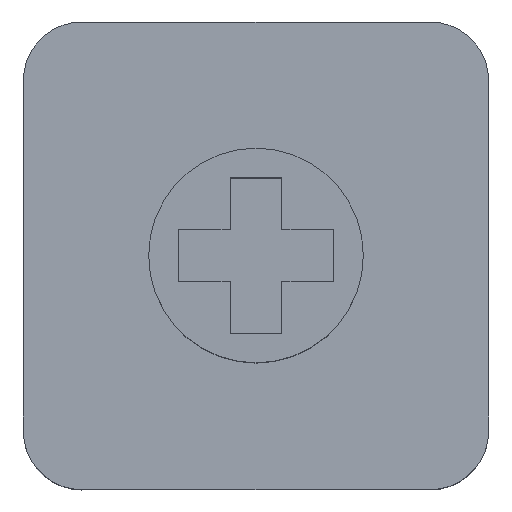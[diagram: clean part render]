
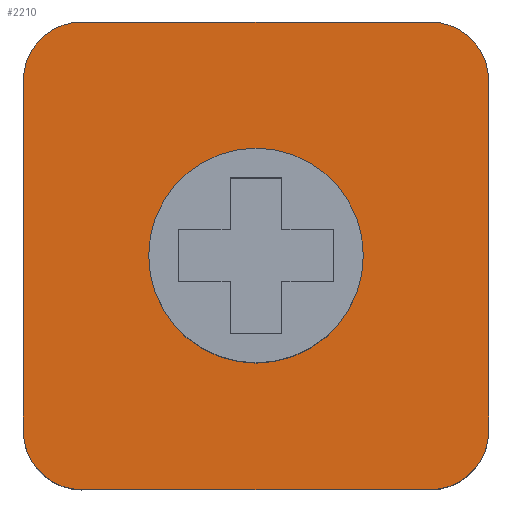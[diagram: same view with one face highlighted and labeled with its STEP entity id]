
A CAD part, top view. The second image highlights one B-rep face of the part: STEP entity #2210.
In plain terms, the highlighted planar face has unit normal (0, 0, 1).
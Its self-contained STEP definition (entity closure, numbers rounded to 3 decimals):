
#25=CIRCLE('',#2298,2.8);
#26=CIRCLE('',#2301,1.53);
#27=CIRCLE('',#2302,1.53);
#28=CIRCLE('',#2303,1.53);
#29=CIRCLE('',#2304,1.53);
#37=FACE_BOUND('',#433,.T.);
#307=FACE_OUTER_BOUND('',#432,.T.);
#432=EDGE_LOOP('',(#1984,#1985,#1986,#1987,#1988,#1989,#1990,#1991));
#433=EDGE_LOOP('',(#1992));
#638=LINE('',#4000,#844);
#639=LINE('',#4004,#845);
#640=LINE('',#4008,#846);
#641=LINE('',#4012,#847);
#844=VECTOR('',#2631,10.);
#845=VECTOR('',#2634,10.);
#846=VECTOR('',#2637,10.);
#847=VECTOR('',#2640,10.);
#1063=VERTEX_POINT('',#3993);
#1064=VERTEX_POINT('',#3998);
#1065=VERTEX_POINT('',#3999);
#1066=VERTEX_POINT('',#4001);
#1067=VERTEX_POINT('',#4003);
#1068=VERTEX_POINT('',#4005);
#1069=VERTEX_POINT('',#4007);
#1070=VERTEX_POINT('',#4009);
#1071=VERTEX_POINT('',#4011);
#1379=EDGE_CURVE('',#1063,#1063,#25,.T.);
#1380=EDGE_CURVE('',#1064,#1065,#638,.T.);
#1381=EDGE_CURVE('',#1065,#1066,#26,.T.);
#1382=EDGE_CURVE('',#1066,#1067,#639,.T.);
#1383=EDGE_CURVE('',#1067,#1068,#27,.T.);
#1384=EDGE_CURVE('',#1068,#1069,#640,.T.);
#1385=EDGE_CURVE('',#1069,#1070,#28,.T.);
#1386=EDGE_CURVE('',#1070,#1071,#641,.T.);
#1387=EDGE_CURVE('',#1071,#1064,#29,.T.);
#1984=ORIENTED_EDGE('',*,*,#1380,.T.);
#1985=ORIENTED_EDGE('',*,*,#1381,.T.);
#1986=ORIENTED_EDGE('',*,*,#1382,.T.);
#1987=ORIENTED_EDGE('',*,*,#1383,.T.);
#1988=ORIENTED_EDGE('',*,*,#1384,.T.);
#1989=ORIENTED_EDGE('',*,*,#1385,.T.);
#1990=ORIENTED_EDGE('',*,*,#1386,.T.);
#1991=ORIENTED_EDGE('',*,*,#1387,.T.);
#1992=ORIENTED_EDGE('',*,*,#1379,.T.);
#2096=PLANE('',#2300);
#2210=ADVANCED_FACE('',(#307,#37),#2096,.T.);
#2298=AXIS2_PLACEMENT_3D('',#3995,#2625,#2626);
#2300=AXIS2_PLACEMENT_3D('',#3997,#2629,#2630);
#2301=AXIS2_PLACEMENT_3D('',#4002,#2632,#2633);
#2302=AXIS2_PLACEMENT_3D('',#4006,#2635,#2636);
#2303=AXIS2_PLACEMENT_3D('',#4010,#2638,#2639);
#2304=AXIS2_PLACEMENT_3D('',#4013,#2641,#2642);
#2625=DIRECTION('center_axis',(0.,0.,-1.));
#2626=DIRECTION('ref_axis',(1.,0.,0.));
#2629=DIRECTION('center_axis',(0.,0.,1.));
#2630=DIRECTION('ref_axis',(1.,0.,0.));
#2631=DIRECTION('',(-1.,0.,0.));
#2632=DIRECTION('center_axis',(0.,0.,1.));
#2633=DIRECTION('ref_axis',(0.,1.,0.));
#2634=DIRECTION('',(0.,-1.,0.));
#2635=DIRECTION('center_axis',(0.,0.,1.));
#2636=DIRECTION('ref_axis',(-1.,0.,0.));
#2637=DIRECTION('',(1.,0.,0.));
#2638=DIRECTION('center_axis',(0.,0.,1.));
#2639=DIRECTION('ref_axis',(0.,-1.,0.));
#2640=DIRECTION('',(0.,1.,0.));
#2641=DIRECTION('center_axis',(0.,0.,1.));
#2642=DIRECTION('ref_axis',(1.,0.,0.));
#3993=CARTESIAN_POINT('',(3.27,6.1,5.));
#3995=CARTESIAN_POINT('Origin',(6.07,6.1,5.));
#3997=CARTESIAN_POINT('Origin',(6.07,6.1,5.));
#3998=CARTESIAN_POINT('',(10.61,12.2,5.));
#3999=CARTESIAN_POINT('',(1.53,12.2,5.));
#4000=CARTESIAN_POINT('',(10.61,12.2,5.));
#4001=CARTESIAN_POINT('',(0.,10.67,5.));
#4002=CARTESIAN_POINT('Origin',(1.53,10.67,5.));
#4003=CARTESIAN_POINT('',(0.,1.53,5.));
#4004=CARTESIAN_POINT('',(0.,10.67,5.));
#4005=CARTESIAN_POINT('',(1.53,0.,5.));
#4006=CARTESIAN_POINT('Origin',(1.53,1.53,5.));
#4007=CARTESIAN_POINT('',(10.61,0.,5.));
#4008=CARTESIAN_POINT('',(1.53,0.,5.));
#4009=CARTESIAN_POINT('',(12.14,1.53,5.));
#4010=CARTESIAN_POINT('Origin',(10.61,1.53,5.));
#4011=CARTESIAN_POINT('',(12.14,10.67,5.));
#4012=CARTESIAN_POINT('',(12.14,1.53,5.));
#4013=CARTESIAN_POINT('Origin',(10.61,10.67,5.));
